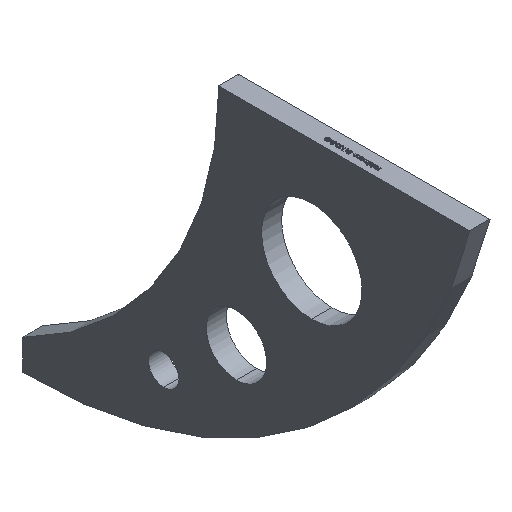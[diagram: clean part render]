
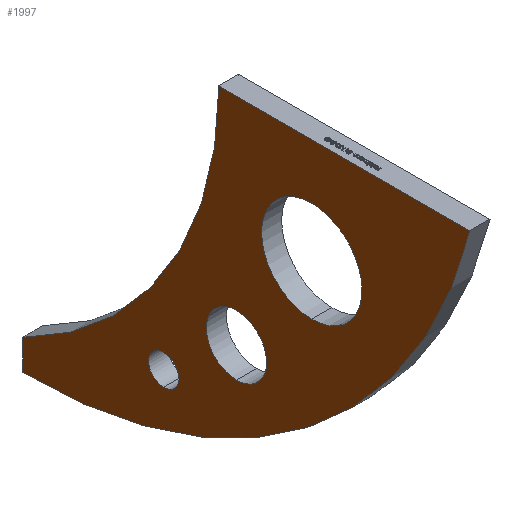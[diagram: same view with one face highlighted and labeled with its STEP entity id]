
A CAD part, isometric view. The second image highlights one B-rep face of the part: STEP entity #1997.
In plain terms, the highlighted planar face has unit normal (-1, 0, 0).
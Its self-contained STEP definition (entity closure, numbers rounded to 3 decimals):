
#14 = EDGE_CURVE ( 'NONE', #3421, #2275, #8065, .T. ) ;
#25 = AXIS2_PLACEMENT_3D ( 'NONE', #2201, #10049, #5120 ) ;
#317 = EDGE_CURVE ( 'NONE', #4797, #10170, #3276, .T. ) ;
#420 = ORIENTED_EDGE ( 'NONE', *, *, #317, .T. ) ;
#667 = CARTESIAN_POINT ( 'NONE',  ( -2., 36., -57.5 ) ) ;
#788 = FACE_BOUND ( 'NONE', #10853, .T. ) ;
#1055 = DIRECTION ( 'NONE',  ( 1., 0., 0. ) ) ;
#1102 = CIRCLE ( 'NONE', #1385, 6. ) ;
#1232 = PLANE ( 'NONE',  #9301 ) ;
#1385 = AXIS2_PLACEMENT_3D ( 'NONE', #10605, #2671, #4717 ) ;
#1440 = DIRECTION ( 'NONE',  ( -1., 0., 0. ) ) ;
#1997 = ADVANCED_FACE ( 'NONE', ( #5279, #4659, #3407, #788 ), #1232, .F. ) ;
#2201 = CARTESIAN_POINT ( 'NONE',  ( -2., 36., -54.5 ) ) ;
#2218 = DIRECTION ( 'NONE',  ( 0., 0., -1. ) ) ;
#2275 = VERTEX_POINT ( 'NONE', #667 ) ;
#2309 = CARTESIAN_POINT ( 'NONE',  ( -2., 95., -0.134 ) ) ;
#2522 = CARTESIAN_POINT ( 'NONE',  ( -2., -25., 0. ) ) ;
#2566 = DIRECTION ( 'NONE',  ( 0., -1., 0. ) ) ;
#2574 = CIRCLE ( 'NONE', #6753, 90. ) ;
#2671 = DIRECTION ( 'NONE',  ( 1., 0., 0. ) ) ;
#2974 = CIRCLE ( 'NONE', #7337, 10. ) ;
#3276 = CIRCLE ( 'NONE', #3400, 10. ) ;
#3367 = CARTESIAN_POINT ( 'NONE',  ( -2., 6.5, -21. ) ) ;
#3400 = AXIS2_PLACEMENT_3D ( 'NONE', #3367, #10289, #10364 ) ;
#3407 = FACE_BOUND ( 'NONE', #9520, .T. ) ;
#3421 = VERTEX_POINT ( 'NONE', #3862 ) ;
#3435 = ORIENTED_EDGE ( 'NONE', *, *, #10774, .F. ) ;
#3545 = EDGE_CURVE ( 'NONE', #2275, #3421, #6027, .T. ) ;
#3862 = CARTESIAN_POINT ( 'NONE',  ( -2., 36., -51.5 ) ) ;
#4280 = CARTESIAN_POINT ( 'NONE',  ( -2., 6.5, -21. ) ) ;
#4525 = AXIS2_PLACEMENT_3D ( 'NONE', #2309, #1440, #9378 ) ;
#4610 = ORIENTED_EDGE ( 'NONE', *, *, #3545, .T. ) ;
#4653 = AXIS2_PLACEMENT_3D ( 'NONE', #10745, #10794, #5964 ) ;
#4659 = FACE_BOUND ( 'NONE', #11917, .T. ) ;
#4717 = DIRECTION ( 'NONE',  ( 0., 0., -1. ) ) ;
#4797 = VERTEX_POINT ( 'NONE', #9800 ) ;
#5025 = CARTESIAN_POINT ( 'NONE',  ( -2., -25., 0. ) ) ;
#5102 = VERTEX_POINT ( 'NONE', #9486 ) ;
#5111 = CARTESIAN_POINT ( 'NONE',  ( -2., 25., 0. ) ) ;
#5120 = DIRECTION ( 'NONE',  ( 0., 0., -1. ) ) ;
#5246 = ORIENTED_EDGE ( 'NONE', *, *, #8257, .F. ) ;
#5279 = FACE_OUTER_BOUND ( 'NONE', #8948, .T. ) ;
#5401 = ORIENTED_EDGE ( 'NONE', *, *, #6295, .F. ) ;
#5543 = VERTEX_POINT ( 'NONE', #8372 ) ;
#5789 = DIRECTION ( 'NONE',  ( 0., 0., -1. ) ) ;
#5964 = DIRECTION ( 'NONE',  ( 0., 0., -1. ) ) ;
#6027 = CIRCLE ( 'NONE', #25, 3. ) ;
#6064 = VERTEX_POINT ( 'NONE', #5025 ) ;
#6115 = VERTEX_POINT ( 'NONE', #6132 ) ;
#6132 = CARTESIAN_POINT ( 'NONE',  ( -2., 21.5, -49. ) ) ;
#6267 = VERTEX_POINT ( 'NONE', #5111 ) ;
#6295 = EDGE_CURVE ( 'NONE', #10453, #6267, #8723, .T. ) ;
#6359 = DIRECTION ( 'NONE',  ( 0., 0., -1. ) ) ;
#6753 = AXIS2_PLACEMENT_3D ( 'NONE', #12598, #10478, #7641 ) ;
#7321 = ORIENTED_EDGE ( 'NONE', *, *, #12253, .F. ) ;
#7337 = AXIS2_PLACEMENT_3D ( 'NONE', #4280, #12130, #6359 ) ;
#7504 = CIRCLE ( 'NONE', #11421, 6. ) ;
#7641 = DIRECTION ( 'NONE',  ( 0., 0., -1. ) ) ;
#7742 = LINE ( 'NONE', #2522, #8215 ) ;
#7870 = CARTESIAN_POINT ( 'NONE',  ( -2., 21.5, -43. ) ) ;
#7875 = ORIENTED_EDGE ( 'NONE', *, *, #9833, .T. ) ;
#7912 = DIRECTION ( 'NONE',  ( 0., 0., -1. ) ) ;
#8052 = ORIENTED_EDGE ( 'NONE', *, *, #12595, .T. ) ;
#8065 = CIRCLE ( 'NONE', #11450, 3. ) ;
#8215 = VECTOR ( 'NONE', #2566, 1000. ) ;
#8257 = EDGE_CURVE ( 'NONE', #6064, #5543, #2574, .T. ) ;
#8268 = CARTESIAN_POINT ( 'NONE',  ( -2., 95., -0.134 ) ) ;
#8285 = ORIENTED_EDGE ( 'NONE', *, *, #14, .T. ) ;
#8372 = CARTESIAN_POINT ( 'NONE',  ( -2., 64.213, -69. ) ) ;
#8641 = CARTESIAN_POINT ( 'NONE',  ( -2., 64.213, -63. ) ) ;
#8723 = CIRCLE ( 'NONE', #4525, 70. ) ;
#8948 = EDGE_LOOP ( 'NONE', ( #5401, #3435, #5246, #7321 ) ) ;
#9128 = CARTESIAN_POINT ( 'NONE',  ( -2., 6.5, -31. ) ) ;
#9301 = AXIS2_PLACEMENT_3D ( 'NONE', #8268, #10156, #2218 ) ;
#9378 = DIRECTION ( 'NONE',  ( 0., 0., -1. ) ) ;
#9486 = CARTESIAN_POINT ( 'NONE',  ( -2., 21.5, -37. ) ) ;
#9520 = EDGE_LOOP ( 'NONE', ( #8052, #7875 ) ) ;
#9800 = CARTESIAN_POINT ( 'NONE',  ( -2., 6.5, -11. ) ) ;
#9833 = EDGE_CURVE ( 'NONE', #6115, #5102, #7504, .T. ) ;
#10049 = DIRECTION ( 'NONE',  ( 1., 0., 0. ) ) ;
#10156 = DIRECTION ( 'NONE',  ( 1., 0., 0. ) ) ;
#10170 = VERTEX_POINT ( 'NONE', #9128 ) ;
#10289 = DIRECTION ( 'NONE',  ( 1., 0., 0. ) ) ;
#10364 = DIRECTION ( 'NONE',  ( 0., 0., -1. ) ) ;
#10453 = VERTEX_POINT ( 'NONE', #8641 ) ;
#10478 = DIRECTION ( 'NONE',  ( 1., 0., 0. ) ) ;
#10518 = ORIENTED_EDGE ( 'NONE', *, *, #12780, .T. ) ;
#10605 = CARTESIAN_POINT ( 'NONE',  ( -2., 21.5, -43. ) ) ;
#10745 = CARTESIAN_POINT ( 'NONE',  ( -2., 85.2, -66. ) ) ;
#10774 = EDGE_CURVE ( 'NONE', #5543, #10453, #11652, .T. ) ;
#10794 = DIRECTION ( 'NONE',  ( -1., 0., 0. ) ) ;
#10853 = EDGE_LOOP ( 'NONE', ( #8285, #4610 ) ) ;
#11421 = AXIS2_PLACEMENT_3D ( 'NONE', #7870, #1055, #7912 ) ;
#11450 = AXIS2_PLACEMENT_3D ( 'NONE', #11753, #11709, #5789 ) ;
#11652 = CIRCLE ( 'NONE', #4653, 21.2 ) ;
#11709 = DIRECTION ( 'NONE',  ( 1., 0., 0. ) ) ;
#11753 = CARTESIAN_POINT ( 'NONE',  ( -2., 36., -54.5 ) ) ;
#11917 = EDGE_LOOP ( 'NONE', ( #420, #10518 ) ) ;
#12130 = DIRECTION ( 'NONE',  ( 1., 0., 0. ) ) ;
#12253 = EDGE_CURVE ( 'NONE', #6267, #6064, #7742, .T. ) ;
#12595 = EDGE_CURVE ( 'NONE', #5102, #6115, #1102, .T. ) ;
#12598 = CARTESIAN_POINT ( 'NONE',  ( -2., 62.52, 20.984 ) ) ;
#12780 = EDGE_CURVE ( 'NONE', #10170, #4797, #2974, .T. ) ;
